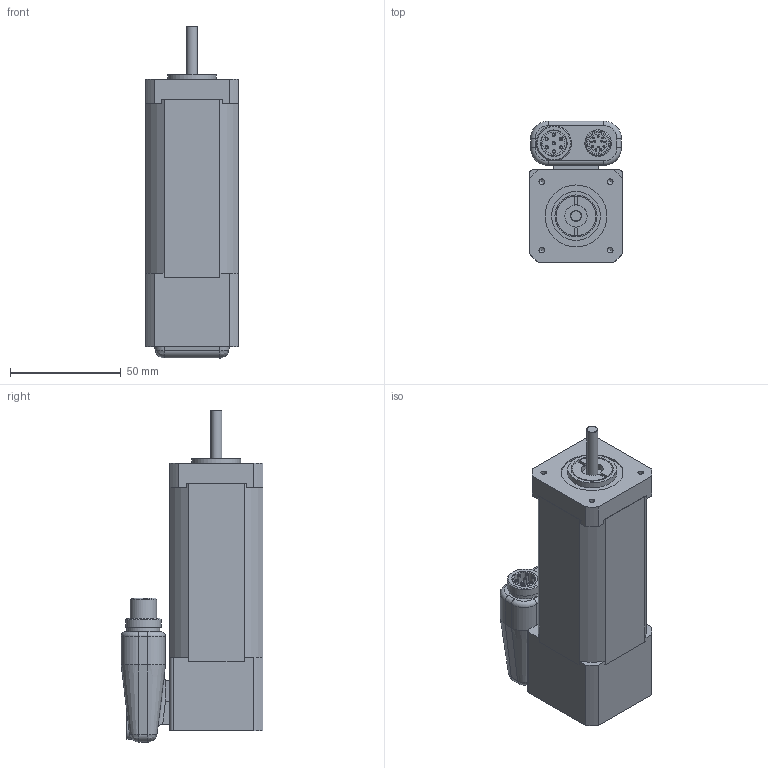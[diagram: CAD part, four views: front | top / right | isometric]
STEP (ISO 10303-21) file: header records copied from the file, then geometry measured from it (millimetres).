
FILE_DESCRIPTION(/* description */ (''),/* implementation_level */ '2;1');
FILE_NAME(/* name */ 'ASB42C048060-ENM.stp',/* time_stamp */ '2017-05-23T08:23:21+02:00',/* author */ ('schneid_cad'),/* organization */ (''),/* preprocessor_version */ 'ST-DEVELOPER v16.5',/* originating_system */ 'Autodesk Inventor 2017',/* authorisation */ '');
FILE_SCHEMA (('AUTOMOTIVE_DESIGN { 1 0 10303 214 3 1 1 }'));
Length unit declared in the file: millimetre
Products named in the file (1): ASB42C048060-ENM
Bounding box: 42 x 64 x 150 mm (x, y, z)
Volume: 207652.4 mm3; surface area: 49082.3 mm2
Topology: 11 solids, 11 shells, 524 faces, 1197 edges, 759 vertices
Faces by surface type: plane 207, cylinder 153, cone 120, torus 34, bspline 10
Full cylindrical faces by diameter (mm): 0.8 x12, 1 x1, 1.25 x4, 1.5 x7, 2.013 x4, 2.05 x8, 2.1 x4, 2.224 x4, 2.459 x4, 2.5 x8, 2.693 x2, 2.8 x4, 3 x4, 3.2 x4, 4.7 x4, 5 x2, 5.5 x2, 6 x4, 8 x1, 9 x1, 9.5 x1, 10 x3, 11 x1, 11.5 x1, 12 x2, 14.8 x1, 15 x1, 16 x2, 18 x1, 19 x1
Entity records: 14325 total; most frequent: CARTESIAN_POINT 2770, DIRECTION 2478, ORIENTED_EDGE 1988, AXIS2_PLACEMENT_3D 1042, EDGE_CURVE 994, EDGE_LOOP 772, VERTEX_POINT 728, FACE_OUTER_BOUND 524
